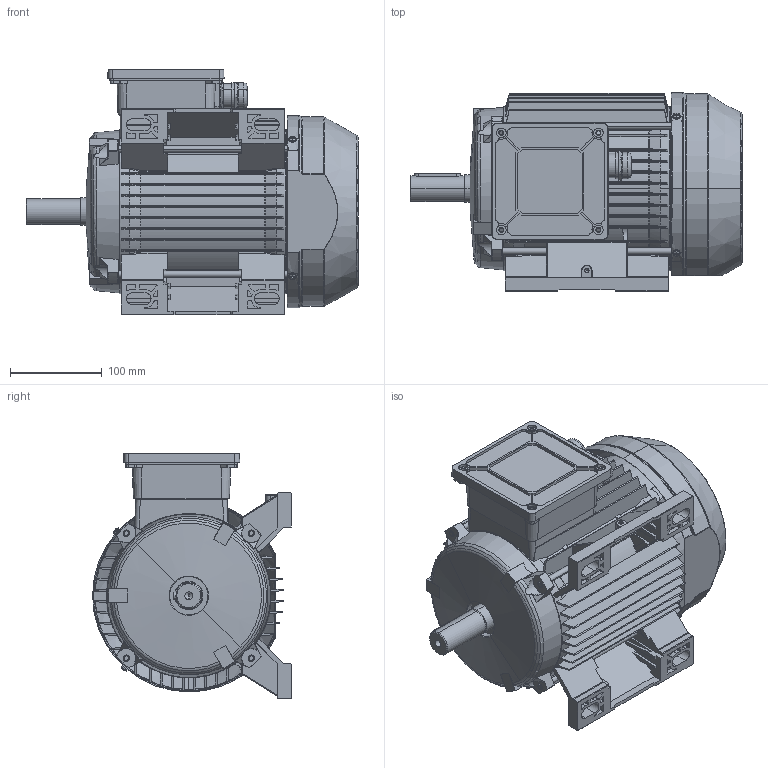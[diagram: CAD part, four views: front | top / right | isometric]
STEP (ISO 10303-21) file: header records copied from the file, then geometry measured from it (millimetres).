
FILE_DESCRIPTION (( 'STEP AP214' ), '1' );
FILE_NAME ('CA112MT-B3-IC411-2-4-6-8 POLES-TB RIGHT.STEP', '2024-09-20T12:50:22', ( '' ), ( '' ), 'SwSTEP 2.0', 'SolidWorks 2024', '' );
FILE_SCHEMA (( 'AUTOMOTIVE_DESIGN' ));
Length unit declared in the file: millimetre
Products named in the file (16): PRESSACAVO M25; Tirante M7x208; Scudo C100-112T posteriore; Carcassa 112MT-B3-Laterale; CA112MT-B3-IC411-2-4-6-8 POLES-TB RIGHT; Scudo C100-112T anteriore; Coprimorsettiera tipo 100_Passante doppio; Tappo M25; Coperchio scatola morsetti tipo 100; Albero C100L - Autoventilato; Guarnizione scatola-coperchio tipo 100; Copriventola tipo 100; Guarnizione scatola-motore tipo 100; pan head cross recess screw_iso_ISO 7045 - M4 x 10 - Z --- 10N; parallel_din_Parallel key A8 x 7 x 50 DIN 6885; GRUPPO COPRIMORSETTIERA 100L
Assembly tree (22 placements, depth 3):
  CA112MT-B3-IC411-2-4-6-8 POLES-TB RIGHT
    Albero C100L - Autoventilato
    Scudo C100-112T anteriore
    Scudo C100-112T posteriore
    Copriventola tipo 100
    pan head cross recess screw_iso_ISO 7045 - M4 x 10 - Z --- 10N  x4
    parallel_din_Parallel key A8 x 7 x 50 DIN 6885
    Tirante M7x208  x4
    Carcassa 112MT-B3-Laterale
    GRUPPO COPRIMORSETTIERA 100L
      Coprimorsettiera tipo 100_Passante doppio
      Coperchio scatola morsetti tipo 100
      Guarnizione scatola-coperchio tipo 100
      PRESSACAVO M25
      Tappo M25  x2
      Guarnizione scatola-motore tipo 100
Bounding box: 362.5 x 217 x 268 mm (x, y, z)
Volume: 1936726.3 mm3; surface area: 1019745.7 mm2
Topology: 21 solids, 23 shells, 4156 faces, 11204 edges, 7177 vertices
Faces by surface type: plane 1809, cylinder 782, cone 699, bspline 431, torus 411, sphere 24
Entity records: 144010 total; most frequent: CARTESIAN_POINT 48397, ORIENTED_EDGE 21364, DIRECTION 17982, EDGE_CURVE 10682, VERTEX_POINT 6855, AXIS2_PLACEMENT_3D 6622, VECTOR 4738, LINE 4738
